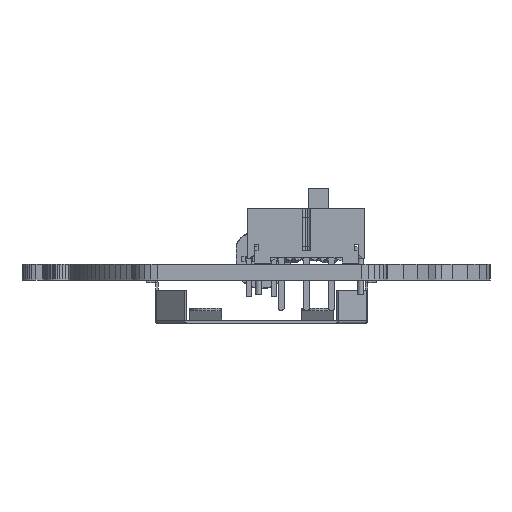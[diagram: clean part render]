
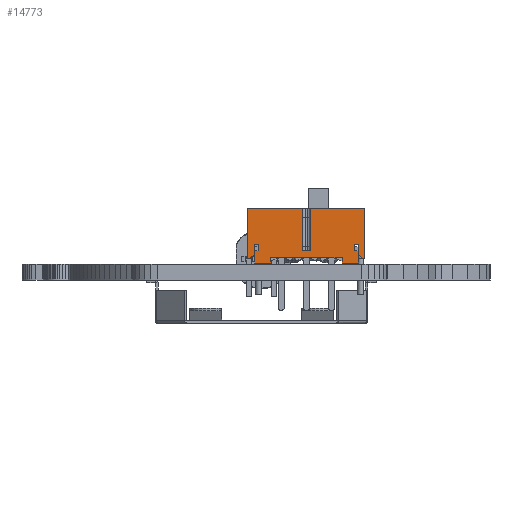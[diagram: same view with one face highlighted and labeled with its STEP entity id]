
A CAD part, front view. The second image highlights one B-rep face of the part: STEP entity #14773.
In plain terms, the highlighted face is planar.
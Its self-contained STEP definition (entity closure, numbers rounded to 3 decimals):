
#14460 = VERTEX_POINT('',#14461);
#14461 = CARTESIAN_POINT('',(5.8,2.,5.));
#14467 = EDGE_CURVE('',#14468,#14460,#14470,.T.);
#14468 = VERTEX_POINT('',#14469);
#14469 = CARTESIAN_POINT('',(0.375,2.,5.));
#14470 = LINE('',#14471,#14472);
#14471 = CARTESIAN_POINT('',(0.375,2.,5.));
#14472 = VECTOR('',#14473,1.);
#14473 = DIRECTION('',(1.,0.,0.));
#14510 = VERTEX_POINT('',#14511);
#14511 = CARTESIAN_POINT('',(-0.375,2.,5.));
#14517 = EDGE_CURVE('',#14518,#14510,#14520,.T.);
#14518 = VERTEX_POINT('',#14519);
#14519 = CARTESIAN_POINT('',(-5.8,2.,5.));
#14520 = LINE('',#14521,#14522);
#14521 = CARTESIAN_POINT('',(-5.8,2.,5.));
#14522 = VECTOR('',#14523,1.);
#14523 = DIRECTION('',(1.,0.,0.));
#14632 = VERTEX_POINT('',#14633);
#14633 = CARTESIAN_POINT('',(0.375,2.,0.8));
#14639 = EDGE_CURVE('',#14640,#14632,#14642,.T.);
#14640 = VERTEX_POINT('',#14641);
#14641 = CARTESIAN_POINT('',(-0.375,2.,0.8));
#14642 = LINE('',#14643,#14644);
#14643 = CARTESIAN_POINT('',(-0.375,2.,0.8));
#14644 = VECTOR('',#14645,1.);
#14645 = DIRECTION('',(1.,0.,0.));
#14729 = EDGE_CURVE('',#14632,#14468,#14730,.T.);
#14730 = LINE('',#14731,#14732);
#14731 = CARTESIAN_POINT('',(0.375,2.,0.8));
#14732 = VECTOR('',#14733,1.);
#14733 = DIRECTION('',(0.,0.,1.));
#14744 = EDGE_CURVE('',#14510,#14640,#14745,.T.);
#14745 = LINE('',#14746,#14747);
#14746 = CARTESIAN_POINT('',(-0.375,2.,5.));
#14747 = VECTOR('',#14748,1.);
#14748 = DIRECTION('',(0.,0.,-1.));
#14773 = ADVANCED_FACE('',(#14774),#14947,.T.);
#14774 = FACE_BOUND('',#14775,.T.);
#14775 = EDGE_LOOP('',(#14776,#14777,#14778,#14786,#14794,#14802,#14810,
    #14818,#14826,#14834,#14842,#14850,#14858,#14866,#14874,#14882,
    #14890,#14898,#14906,#14914,#14922,#14930,#14938,#14944,#14945,
    #14946));
#14776 = ORIENTED_EDGE('',*,*,#14729,.T.);
#14777 = ORIENTED_EDGE('',*,*,#14467,.T.);
#14778 = ORIENTED_EDGE('',*,*,#14779,.F.);
#14779 = EDGE_CURVE('',#14780,#14460,#14782,.T.);
#14780 = VERTEX_POINT('',#14781);
#14781 = CARTESIAN_POINT('',(5.8,2.,0.));
#14782 = LINE('',#14783,#14784);
#14783 = CARTESIAN_POINT('',(5.8,2.,0.));
#14784 = VECTOR('',#14785,1.);
#14785 = DIRECTION('',(0.,0.,1.));
#14786 = ORIENTED_EDGE('',*,*,#14787,.F.);
#14787 = EDGE_CURVE('',#14788,#14780,#14790,.T.);
#14788 = VERTEX_POINT('',#14789);
#14789 = CARTESIAN_POINT('',(5.6,2.,0.));
#14790 = LINE('',#14791,#14792);
#14791 = CARTESIAN_POINT('',(5.6,2.,0.));
#14792 = VECTOR('',#14793,1.);
#14793 = DIRECTION('',(1.,0.,0.));
#14794 = ORIENTED_EDGE('',*,*,#14795,.T.);
#14795 = EDGE_CURVE('',#14788,#14796,#14798,.T.);
#14796 = VERTEX_POINT('',#14797);
#14797 = CARTESIAN_POINT('',(5.2,2.,0.4));
#14798 = LINE('',#14799,#14800);
#14799 = CARTESIAN_POINT('',(5.6,2.,0.));
#14800 = VECTOR('',#14801,1.);
#14801 = DIRECTION('',(-0.707,0.,0.707));
#14802 = ORIENTED_EDGE('',*,*,#14803,.T.);
#14803 = EDGE_CURVE('',#14796,#14804,#14806,.T.);
#14804 = VERTEX_POINT('',#14805);
#14805 = CARTESIAN_POINT('',(5.2,2.,1.45));
#14806 = LINE('',#14807,#14808);
#14807 = CARTESIAN_POINT('',(5.2,2.,0.4));
#14808 = VECTOR('',#14809,1.);
#14809 = DIRECTION('',(0.,0.,1.));
#14810 = ORIENTED_EDGE('',*,*,#14811,.T.);
#14811 = EDGE_CURVE('',#14804,#14812,#14814,.T.);
#14812 = VERTEX_POINT('',#14813);
#14813 = CARTESIAN_POINT('',(4.8,2.,1.45));
#14814 = LINE('',#14815,#14816);
#14815 = CARTESIAN_POINT('',(5.2,2.,1.45));
#14816 = VECTOR('',#14817,1.);
#14817 = DIRECTION('',(-1.,0.,0.));
#14818 = ORIENTED_EDGE('',*,*,#14819,.T.);
#14819 = EDGE_CURVE('',#14812,#14820,#14822,.T.);
#14820 = VERTEX_POINT('',#14821);
#14821 = CARTESIAN_POINT('',(4.8,2.,0.8));
#14822 = LINE('',#14823,#14824);
#14823 = CARTESIAN_POINT('',(4.8,2.,1.45));
#14824 = VECTOR('',#14825,1.);
#14825 = DIRECTION('',(0.,0.,-1.));
#14826 = ORIENTED_EDGE('',*,*,#14827,.T.);
#14827 = EDGE_CURVE('',#14820,#14828,#14830,.T.);
#14828 = VERTEX_POINT('',#14829);
#14829 = CARTESIAN_POINT('',(5.15,2.,0.8));
#14830 = LINE('',#14831,#14832);
#14831 = CARTESIAN_POINT('',(4.8,2.,0.8));
#14832 = VECTOR('',#14833,1.);
#14833 = DIRECTION('',(1.,0.,0.));
#14834 = ORIENTED_EDGE('',*,*,#14835,.F.);
#14835 = EDGE_CURVE('',#14836,#14828,#14838,.T.);
#14836 = VERTEX_POINT('',#14837);
#14837 = CARTESIAN_POINT('',(5.15,2.,-0.4));
#14838 = LINE('',#14839,#14840);
#14839 = CARTESIAN_POINT('',(5.15,2.,-0.4));
#14840 = VECTOR('',#14841,1.);
#14841 = DIRECTION('',(0.,0.,1.));
#14842 = ORIENTED_EDGE('',*,*,#14843,.F.);
#14843 = EDGE_CURVE('',#14844,#14836,#14846,.T.);
#14844 = VERTEX_POINT('',#14845);
#14845 = CARTESIAN_POINT('',(3.55,2.,-0.4));
#14846 = LINE('',#14847,#14848);
#14847 = CARTESIAN_POINT('',(3.55,2.,-0.4));
#14848 = VECTOR('',#14849,1.);
#14849 = DIRECTION('',(1.,0.,0.));
#14850 = ORIENTED_EDGE('',*,*,#14851,.T.);
#14851 = EDGE_CURVE('',#14844,#14852,#14854,.T.);
#14852 = VERTEX_POINT('',#14853);
#14853 = CARTESIAN_POINT('',(3.55,2.,0.1));
#14854 = LINE('',#14855,#14856);
#14855 = CARTESIAN_POINT('',(3.55,2.,-0.4));
#14856 = VECTOR('',#14857,1.);
#14857 = DIRECTION('',(0.,0.,1.));
#14858 = ORIENTED_EDGE('',*,*,#14859,.T.);
#14859 = EDGE_CURVE('',#14852,#14860,#14862,.T.);
#14860 = VERTEX_POINT('',#14861);
#14861 = CARTESIAN_POINT('',(-3.55,2.,0.1));
#14862 = LINE('',#14863,#14864);
#14863 = CARTESIAN_POINT('',(3.55,2.,0.1));
#14864 = VECTOR('',#14865,1.);
#14865 = DIRECTION('',(-1.,0.,0.));
#14866 = ORIENTED_EDGE('',*,*,#14867,.T.);
#14867 = EDGE_CURVE('',#14860,#14868,#14870,.T.);
#14868 = VERTEX_POINT('',#14869);
#14869 = CARTESIAN_POINT('',(-3.55,2.,-0.4));
#14870 = LINE('',#14871,#14872);
#14871 = CARTESIAN_POINT('',(-3.55,2.,0.1));
#14872 = VECTOR('',#14873,1.);
#14873 = DIRECTION('',(0.,0.,-1.));
#14874 = ORIENTED_EDGE('',*,*,#14875,.F.);
#14875 = EDGE_CURVE('',#14876,#14868,#14878,.T.);
#14876 = VERTEX_POINT('',#14877);
#14877 = CARTESIAN_POINT('',(-5.15,2.,-0.4));
#14878 = LINE('',#14879,#14880);
#14879 = CARTESIAN_POINT('',(-5.15,2.,-0.4));
#14880 = VECTOR('',#14881,1.);
#14881 = DIRECTION('',(1.,0.,0.));
#14882 = ORIENTED_EDGE('',*,*,#14883,.T.);
#14883 = EDGE_CURVE('',#14876,#14884,#14886,.T.);
#14884 = VERTEX_POINT('',#14885);
#14885 = CARTESIAN_POINT('',(-5.15,2.,0.8));
#14886 = LINE('',#14887,#14888);
#14887 = CARTESIAN_POINT('',(-5.15,2.,-0.4));
#14888 = VECTOR('',#14889,1.);
#14889 = DIRECTION('',(0.,0.,1.));
#14890 = ORIENTED_EDGE('',*,*,#14891,.T.);
#14891 = EDGE_CURVE('',#14884,#14892,#14894,.T.);
#14892 = VERTEX_POINT('',#14893);
#14893 = CARTESIAN_POINT('',(-4.8,2.,0.8));
#14894 = LINE('',#14895,#14896);
#14895 = CARTESIAN_POINT('',(-5.15,2.,0.8));
#14896 = VECTOR('',#14897,1.);
#14897 = DIRECTION('',(1.,0.,0.));
#14898 = ORIENTED_EDGE('',*,*,#14899,.T.);
#14899 = EDGE_CURVE('',#14892,#14900,#14902,.T.);
#14900 = VERTEX_POINT('',#14901);
#14901 = CARTESIAN_POINT('',(-4.8,2.,1.45));
#14902 = LINE('',#14903,#14904);
#14903 = CARTESIAN_POINT('',(-4.8,2.,0.8));
#14904 = VECTOR('',#14905,1.);
#14905 = DIRECTION('',(0.,0.,1.));
#14906 = ORIENTED_EDGE('',*,*,#14907,.T.);
#14907 = EDGE_CURVE('',#14900,#14908,#14910,.T.);
#14908 = VERTEX_POINT('',#14909);
#14909 = CARTESIAN_POINT('',(-5.2,2.,1.45));
#14910 = LINE('',#14911,#14912);
#14911 = CARTESIAN_POINT('',(-4.8,2.,1.45));
#14912 = VECTOR('',#14913,1.);
#14913 = DIRECTION('',(-1.,0.,0.));
#14914 = ORIENTED_EDGE('',*,*,#14915,.T.);
#14915 = EDGE_CURVE('',#14908,#14916,#14918,.T.);
#14916 = VERTEX_POINT('',#14917);
#14917 = CARTESIAN_POINT('',(-5.2,2.,0.4));
#14918 = LINE('',#14919,#14920);
#14919 = CARTESIAN_POINT('',(-5.2,2.,1.45));
#14920 = VECTOR('',#14921,1.);
#14921 = DIRECTION('',(0.,0.,-1.));
#14922 = ORIENTED_EDGE('',*,*,#14923,.T.);
#14923 = EDGE_CURVE('',#14916,#14924,#14926,.T.);
#14924 = VERTEX_POINT('',#14925);
#14925 = CARTESIAN_POINT('',(-5.6,2.,0.));
#14926 = LINE('',#14927,#14928);
#14927 = CARTESIAN_POINT('',(-5.2,2.,0.4));
#14928 = VECTOR('',#14929,1.);
#14929 = DIRECTION('',(-0.707,0.,-0.707));
#14930 = ORIENTED_EDGE('',*,*,#14931,.F.);
#14931 = EDGE_CURVE('',#14932,#14924,#14934,.T.);
#14932 = VERTEX_POINT('',#14933);
#14933 = CARTESIAN_POINT('',(-5.8,2.,0.));
#14934 = LINE('',#14935,#14936);
#14935 = CARTESIAN_POINT('',(-5.8,2.,0.));
#14936 = VECTOR('',#14937,1.);
#14937 = DIRECTION('',(1.,0.,0.));
#14938 = ORIENTED_EDGE('',*,*,#14939,.T.);
#14939 = EDGE_CURVE('',#14932,#14518,#14940,.T.);
#14940 = LINE('',#14941,#14942);
#14941 = CARTESIAN_POINT('',(-5.8,2.,0.));
#14942 = VECTOR('',#14943,1.);
#14943 = DIRECTION('',(0.,0.,1.));
#14944 = ORIENTED_EDGE('',*,*,#14517,.T.);
#14945 = ORIENTED_EDGE('',*,*,#14744,.T.);
#14946 = ORIENTED_EDGE('',*,*,#14639,.T.);
#14947 = PLANE('',#14948);
#14948 = AXIS2_PLACEMENT_3D('',#14949,#14950,#14951);
#14949 = CARTESIAN_POINT('',(-6.38,2.,-0.67));
#14950 = DIRECTION('',(0.,1.,0.));
#14951 = DIRECTION('',(0.,0.,1.));
